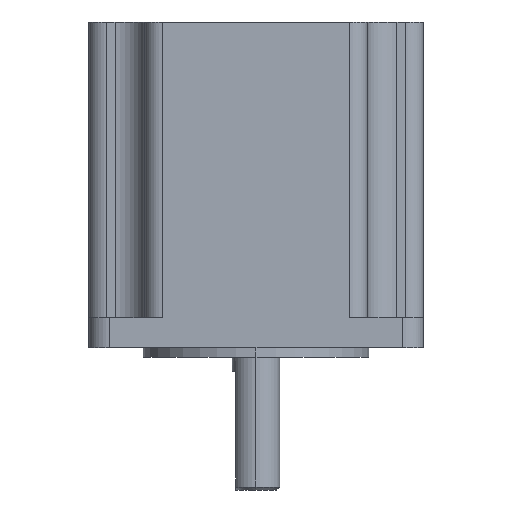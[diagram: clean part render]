
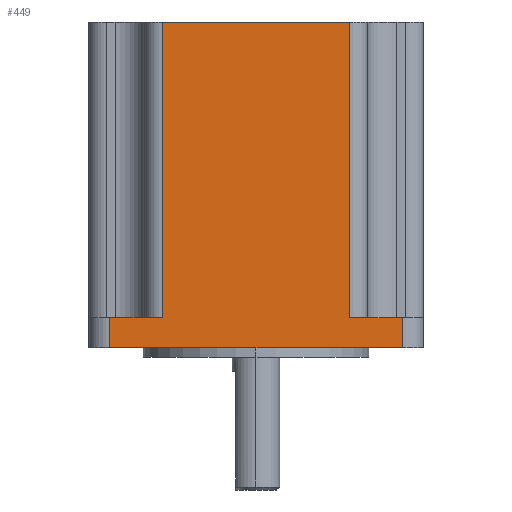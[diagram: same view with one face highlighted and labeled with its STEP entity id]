
A CAD part, left-side view. The second image highlights one B-rep face of the part: STEP entity #449.
In plain terms, the highlighted planar face has unit normal (-1, 0, 0).
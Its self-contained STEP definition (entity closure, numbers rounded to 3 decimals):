
#15 = LINE ( 'NONE', #655, #178 ) ;
#20 = LINE ( 'NONE', #668, #185 ) ;
#21 = LINE ( 'NONE', #670, #188 ) ;
#22 = LINE ( 'NONE', #675, #142 ) ;
#24 = LINE ( 'NONE', #522, #238 ) ;
#25 = LINE ( 'NONE', #480, #159 ) ;
#28 = LINE ( 'NONE', #498, #136 ) ;
#36 = LINE ( 'NONE', #976, #232 ) ;
#136 = VECTOR ( 'NONE', #499, 1000. ) ;
#142 = VECTOR ( 'NONE', #676, 1000. ) ;
#159 = VECTOR ( 'NONE', #481, 1000. ) ;
#178 = VECTOR ( 'NONE', #656, 1000. ) ;
#185 = VECTOR ( 'NONE', #669, 1000. ) ;
#188 = VECTOR ( 'NONE', #671, 1000. ) ;
#232 = VECTOR ( 'NONE', #977, 1000. ) ;
#238 = VECTOR ( 'NONE', #523, 1000. ) ;
#293 = EDGE_CURVE ( 'NONE', #778, #787, #15, .T. ) ;
#299 = EDGE_CURVE ( 'NONE', #1270, #1238, #20, .T. ) ;
#300 = EDGE_CURVE ( 'NONE', #1238, #790, #21, .T. ) ;
#303 = EDGE_CURVE ( 'NONE', #798, #776, #22, .T. ) ;
#314 = EDGE_CURVE ( 'NONE', #906, #798, #25, .T. ) ;
#321 = EDGE_CURVE ( 'NONE', #790, #776, #28, .T. ) ;
#330 = EDGE_CURVE ( 'NONE', #778, #906, #24, .T. ) ;
#335 = EDGE_CURVE ( 'NONE', #1270, #787, #36, .T. ) ;
#449 = ADVANCED_FACE ( 'NONE', ( #606 ), #1453, .F. ) ;
#480 = CARTESIAN_POINT ( 'NONE',  ( -28.2, 28.2, 0. ) ) ;
#481 = DIRECTION ( 'NONE',  ( 0., -1., 0. ) ) ;
#498 = CARTESIAN_POINT ( 'NONE',  ( -28.2, 28.2, 5.08 ) ) ;
#499 = DIRECTION ( 'NONE',  ( 0., -1., 0. ) ) ;
#522 = CARTESIAN_POINT ( 'NONE',  ( -28.2, 24.7, 5.08 ) ) ;
#523 = DIRECTION ( 'NONE',  ( 0., 0., -1. ) ) ;
#606 = FACE_OUTER_BOUND ( 'NONE', #813, .T. ) ;
#655 = CARTESIAN_POINT ( 'NONE',  ( -28.2, 28.2, 5.08 ) ) ;
#656 = DIRECTION ( 'NONE',  ( 0., -1., 0. ) ) ;
#668 = CARTESIAN_POINT ( 'NONE',  ( -28.2, 15.8, 55. ) ) ;
#669 = DIRECTION ( 'NONE',  ( 0., -1., 0. ) ) ;
#670 = CARTESIAN_POINT ( 'NONE',  ( -28.2, -15.8, 55. ) ) ;
#671 = DIRECTION ( 'NONE',  ( 0., 0., -1. ) ) ;
#675 = CARTESIAN_POINT ( 'NONE',  ( -28.2, -24.7, 5.08 ) ) ;
#676 = DIRECTION ( 'NONE',  ( 0., 0., 1. ) ) ;
#698 = ORIENTED_EDGE ( 'NONE', *, *, #314, .T. ) ;
#699 = ORIENTED_EDGE ( 'NONE', *, *, #321, .F. ) ;
#700 = ORIENTED_EDGE ( 'NONE', *, *, #303, .T. ) ;
#701 = ORIENTED_EDGE ( 'NONE', *, *, #300, .F. ) ;
#702 = ORIENTED_EDGE ( 'NONE', *, *, #335, .T. ) ;
#703 = ORIENTED_EDGE ( 'NONE', *, *, #299, .F. ) ;
#704 = ORIENTED_EDGE ( 'NONE', *, *, #293, .F. ) ;
#705 = ORIENTED_EDGE ( 'NONE', *, *, #330, .T. ) ;
#776 = VERTEX_POINT ( 'NONE', #1492 ) ;
#778 = VERTEX_POINT ( 'NONE', #1494 ) ;
#787 = VERTEX_POINT ( 'NONE', #1503 ) ;
#790 = VERTEX_POINT ( 'NONE', #1506 ) ;
#798 = VERTEX_POINT ( 'NONE', #1514 ) ;
#813 = EDGE_LOOP ( 'NONE', ( #698, #700, #699, #701, #703, #702, #704, #705 ) ) ;
#906 = VERTEX_POINT ( 'NONE', #1035 ) ;
#976 = CARTESIAN_POINT ( 'NONE',  ( -28.2, 15.8, 55. ) ) ;
#977 = DIRECTION ( 'NONE',  ( 0., 0., -1. ) ) ;
#1035 = CARTESIAN_POINT ( 'NONE',  ( -28.2, 24.7, 0. ) ) ;
#1044 = CARTESIAN_POINT ( 'NONE',  ( -28.2, -15.8, 55. ) ) ;
#1076 = CARTESIAN_POINT ( 'NONE',  ( -28.2, 15.8, 55. ) ) ;
#1238 = VERTEX_POINT ( 'NONE', #1044 ) ;
#1270 = VERTEX_POINT ( 'NONE', #1076 ) ;
#1453 = PLANE ( 'NONE',  #1701 ) ;
#1454 = CARTESIAN_POINT ( 'NONE',  ( -28.2, 28.2, 5.08 ) ) ;
#1455 = DIRECTION ( 'NONE',  ( 1., 0., 0. ) ) ;
#1456 = DIRECTION ( 'NONE',  ( 0., 1., 0. ) ) ;
#1492 = CARTESIAN_POINT ( 'NONE',  ( -28.2, -24.7, 5.08 ) ) ;
#1494 = CARTESIAN_POINT ( 'NONE',  ( -28.2, 24.7, 5.08 ) ) ;
#1503 = CARTESIAN_POINT ( 'NONE',  ( -28.2, 15.8, 5.08 ) ) ;
#1506 = CARTESIAN_POINT ( 'NONE',  ( -28.2, -15.8, 5.08 ) ) ;
#1514 = CARTESIAN_POINT ( 'NONE',  ( -28.2, -24.7, 0. ) ) ;
#1701 = AXIS2_PLACEMENT_3D ( 'NONE', #1454, #1455, #1456 ) ;
